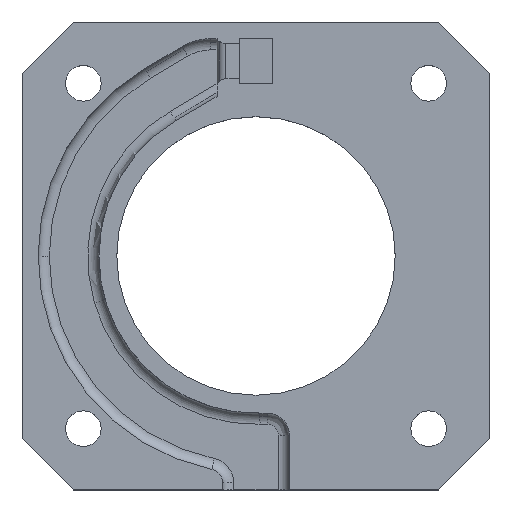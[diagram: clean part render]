
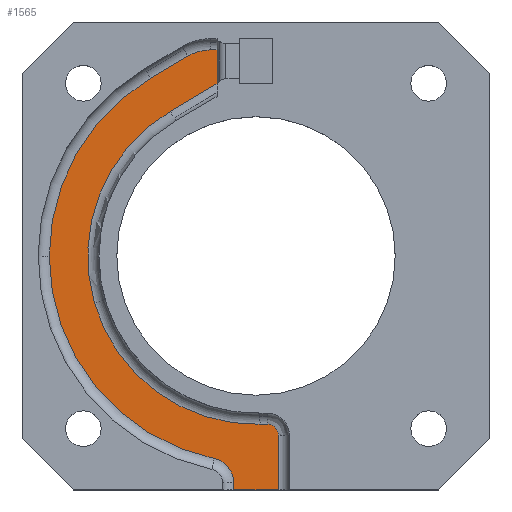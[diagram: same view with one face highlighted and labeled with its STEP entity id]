
A CAD part, top view. The second image highlights one B-rep face of the part: STEP entity #1565.
In plain terms, the highlighted planar face has unit normal (0, 0, 1).
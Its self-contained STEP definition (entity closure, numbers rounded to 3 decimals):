
#143 = CARTESIAN_POINT ( 'NONE',  ( 6.49, 16.821, 0.8 ) ) ;
#147 = CARTESIAN_POINT ( 'NONE',  ( 21.362, 5.9, 0.8 ) ) ;
#161 = CARTESIAN_POINT ( 'NONE',  ( 22., 4.9, 0.8 ) ) ;
#167 = LINE ( 'NONE', #1601, #1303 ) ;
#198 = CARTESIAN_POINT ( 'NONE',  ( 16.918, 35.5, 0.8 ) ) ;
#211 = VERTEX_POINT ( 'NONE', #706 ) ;
#241 = DIRECTION ( 'NONE',  ( -0.961, -0.276, 0. ) ) ;
#291 = LINE ( 'NONE', #2108, #1560 ) ;
#319 = LINE ( 'NONE', #1226, #1146 ) ;
#345 = CARTESIAN_POINT ( 'NONE',  ( 6.361, 0., 0.8 ) ) ;
#370 = CARTESIAN_POINT ( 'NONE',  ( 17.245, 2.822, 0.8 ) ) ;
#373 = LINE ( 'NONE', #1811, #929 ) ;
#392 = ORIENTED_EDGE ( 'NONE', *, *, #1237, .F. ) ;
#417 = CIRCLE ( 'NONE', #1958, 1. ) ;
#431 = DIRECTION ( 'NONE',  ( 0., 0., 1. ) ) ;
#438 = AXIS2_PLACEMENT_3D ( 'NONE', #1677, #1873, #1130 ) ;
#469 = ORIENTED_EDGE ( 'NONE', *, *, #2051, .F. ) ;
#487 = AXIS2_PLACEMENT_3D ( 'NONE', #621, #431, #1345 ) ;
#494 = EDGE_LOOP ( 'NONE', ( #2204, #469, #1265, #1007, #1433, #1619, #392, #551, #908, #1889, #2309, #960, #1585, #1234, #588 ) ) ;
#501 = CARTESIAN_POINT ( 'NONE',  ( 19., 0.668, 0.8 ) ) ;
#549 = EDGE_CURVE ( 'NONE', #1192, #741, #319, .T. ) ;
#551 = ORIENTED_EDGE ( 'NONE', *, *, #659, .F. ) ;
#556 = AXIS2_PLACEMENT_3D ( 'NONE', #1544, #815, #987 ) ;
#588 = ORIENTED_EDGE ( 'NONE', *, *, #1818, .F. ) ;
#620 = EDGE_CURVE ( 'NONE', #211, #670, #1760, .T. ) ;
#621 = CARTESIAN_POINT ( 'NONE',  ( 12.722, 20.25, 0.8 ) ) ;
#646 = CARTESIAN_POINT ( 'NONE',  ( 23., 4.9, 0.8 ) ) ;
#659 = EDGE_CURVE ( 'NONE', #1486, #1263, #373, .T. ) ;
#666 = DIRECTION ( 'NONE',  ( 0.707, 0.707, 0. ) ) ;
#670 = VERTEX_POINT ( 'NONE', #143 ) ;
#676 = VECTOR ( 'NONE', #874, 1000. ) ;
#706 = CARTESIAN_POINT ( 'NONE',  ( 13.296, 33.982, 0.8 ) ) ;
#712 = DIRECTION ( 'NONE',  ( -1., 0., 0. ) ) ;
#741 = VERTEX_POINT ( 'NONE', #1465 ) ;
#815 = DIRECTION ( 'NONE',  ( 0., 0., -1. ) ) ;
#828 = DIRECTION ( 'NONE',  ( 0., -1., 0. ) ) ;
#858 = EDGE_CURVE ( 'NONE', #1088, #1949, #1175, .T. ) ;
#864 = CARTESIAN_POINT ( 'NONE',  ( 8.306, 35.042, 0.8 ) ) ;
#874 = DIRECTION ( 'NONE',  ( 0.86, 0.51, 0. ) ) ;
#877 = DIRECTION ( 'NONE',  ( 0., 0., -1. ) ) ;
#896 = DIRECTION ( 'NONE',  ( 0., 0., 1. ) ) ;
#908 = ORIENTED_EDGE ( 'NONE', *, *, #1450, .F. ) ;
#909 = DIRECTION ( 'NONE',  ( 0., -1., 0. ) ) ;
#929 = VECTOR ( 'NONE', #1031, 1000. ) ;
#938 = DIRECTION ( 'NONE',  ( 0., 0., 1. ) ) ;
#960 = ORIENTED_EDGE ( 'NONE', *, *, #1255, .F. ) ;
#987 = DIRECTION ( 'NONE',  ( -0.986, -0.165, 0. ) ) ;
#1001 = VERTEX_POINT ( 'NONE', #1199 ) ;
#1007 = ORIENTED_EDGE ( 'NONE', *, *, #2273, .F. ) ;
#1011 = DIRECTION ( 'NONE',  ( -0.86, -0.51, 0. ) ) ;
#1031 = DIRECTION ( 'NONE',  ( 1., 0., 0. ) ) ;
#1088 = VERTEX_POINT ( 'NONE', #2023 ) ;
#1095 = DIRECTION ( 'NONE',  ( -0.265, 0.964, 0. ) ) ;
#1100 = EDGE_CURVE ( 'NONE', #1926, #1001, #2094, .T. ) ;
#1106 = VERTEX_POINT ( 'NONE', #1499 ) ;
#1109 = AXIS2_PLACEMENT_3D ( 'NONE', #198, #1471, #1095 ) ;
#1130 = DIRECTION ( 'NONE',  ( -0.986, -0.165, 0. ) ) ;
#1136 = CARTESIAN_POINT ( 'NONE',  ( 21.001, 20.996, 0.8 ) ) ;
#1146 = VECTOR ( 'NONE', #909, 1000. ) ;
#1175 = LINE ( 'NONE', #1328, #2180 ) ;
#1192 = VERTEX_POINT ( 'NONE', #646 ) ;
#1199 = CARTESIAN_POINT ( 'NONE',  ( 11.532, 36.956, 0.8 ) ) ;
#1226 = CARTESIAN_POINT ( 'NONE',  ( 23., 13.575, 0.8 ) ) ;
#1231 = DIRECTION ( 'NONE',  ( 0.775, 0.632, 0. ) ) ;
#1234 = ORIENTED_EDGE ( 'NONE', *, *, #858, .F. ) ;
#1237 = EDGE_CURVE ( 'NONE', #1263, #2111, #291, .T. ) ;
#1239 = LINE ( 'NONE', #864, #676 ) ;
#1246 = LINE ( 'NONE', #345, #1266 ) ;
#1249 = EDGE_CURVE ( 'NONE', #2111, #211, #1323, .T. ) ;
#1255 = EDGE_CURVE ( 'NONE', #1819, #1926, #1640, .T. ) ;
#1263 = VERTEX_POINT ( 'NONE', #2271 ) ;
#1265 = ORIENTED_EDGE ( 'NONE', *, *, #1828, .F. ) ;
#1266 = VECTOR ( 'NONE', #712, 1000. ) ;
#1303 = VECTOR ( 'NONE', #1979, 1000. ) ;
#1312 = PLANE ( 'NONE',  #487 ) ;
#1323 = LINE ( 'NONE', #1902, #1410 ) ;
#1328 = CARTESIAN_POINT ( 'NONE',  ( 19., 10.125, 0.8 ) ) ;
#1345 = DIRECTION ( 'NONE',  ( 1., 0., 0. ) ) ;
#1410 = VECTOR ( 'NONE', #1011, 1000. ) ;
#1433 = ORIENTED_EDGE ( 'NONE', *, *, #620, .F. ) ;
#1446 = CARTESIAN_POINT ( 'NONE',  ( 2.443, 20.996, 0.8 ) ) ;
#1450 = EDGE_CURVE ( 'NONE', #1106, #1486, #1758, .T. ) ;
#1465 = CARTESIAN_POINT ( 'NONE',  ( 23., 0., 0.8 ) ) ;
#1471 = DIRECTION ( 'NONE',  ( 0., 0., -1. ) ) ;
#1486 = VERTEX_POINT ( 'NONE', #1659 ) ;
#1499 = CARTESIAN_POINT ( 'NONE',  ( 14.877, 38.94, 0.8 ) ) ;
#1508 = AXIS2_PLACEMENT_3D ( 'NONE', #1136, #2030, #241 ) ;
#1544 = CARTESIAN_POINT ( 'NONE',  ( 21.001, 20.996, 0.8 ) ) ;
#1560 = VECTOR ( 'NONE', #828, 1000. ) ;
#1565 = ADVANCED_FACE ( 'NONE', ( #2242 ), #1312, .T. ) ;
#1585 = ORIENTED_EDGE ( 'NONE', *, *, #2201, .F. ) ;
#1601 = CARTESIAN_POINT ( 'NONE',  ( 17.036, 5.9, 0.8 ) ) ;
#1616 = DIRECTION ( 'NONE',  ( -0.961, -0.276, 0. ) ) ;
#1619 = ORIENTED_EDGE ( 'NONE', *, *, #1249, .F. ) ;
#1636 = VERTEX_POINT ( 'NONE', #1909 ) ;
#1640 = CIRCLE ( 'NONE', #556, 18.558 ) ;
#1659 = CARTESIAN_POINT ( 'NONE',  ( 16.918, 39.5, 0.8 ) ) ;
#1677 = CARTESIAN_POINT ( 'NONE',  ( 21.001, 20.996, 0.8 ) ) ;
#1679 = AXIS2_PLACEMENT_3D ( 'NONE', #1775, #896, #1616 ) ;
#1731 = EDGE_CURVE ( 'NONE', #1001, #1106, #1239, .T. ) ;
#1744 = CIRCLE ( 'NONE', #1508, 15.1 ) ;
#1758 = CIRCLE ( 'NONE', #1109, 4. ) ;
#1760 = CIRCLE ( 'NONE', #1679, 15.1 ) ;
#1775 = CARTESIAN_POINT ( 'NONE',  ( 21.001, 20.996, 0.8 ) ) ;
#1811 = CARTESIAN_POINT ( 'NONE',  ( 14.134, 39.5, 0.8 ) ) ;
#1818 = EDGE_CURVE ( 'NONE', #741, #1088, #1246, .T. ) ;
#1819 = VERTEX_POINT ( 'NONE', #370 ) ;
#1828 = EDGE_CURVE ( 'NONE', #2006, #1636, #167, .T. ) ;
#1834 = CARTESIAN_POINT ( 'NONE',  ( 16.8, 0.668, 0.8 ) ) ;
#1859 = AXIS2_PLACEMENT_3D ( 'NONE', #1834, #938, #1231 ) ;
#1873 = DIRECTION ( 'NONE',  ( 0., 0., -1. ) ) ;
#1889 = ORIENTED_EDGE ( 'NONE', *, *, #1731, .F. ) ;
#1902 = CARTESIAN_POINT ( 'NONE',  ( 11.918, 33.164, 0.8 ) ) ;
#1909 = CARTESIAN_POINT ( 'NONE',  ( 22., 5.9, 0.8 ) ) ;
#1926 = VERTEX_POINT ( 'NONE', #1446 ) ;
#1949 = VERTEX_POINT ( 'NONE', #501 ) ;
#1958 = AXIS2_PLACEMENT_3D ( 'NONE', #161, #877, #666 ) ;
#1979 = DIRECTION ( 'NONE',  ( 1., 0., 0. ) ) ;
#2006 = VERTEX_POINT ( 'NONE', #147 ) ;
#2023 = CARTESIAN_POINT ( 'NONE',  ( 19., 0., 0.8 ) ) ;
#2030 = DIRECTION ( 'NONE',  ( 0., 0., 1. ) ) ;
#2040 = CIRCLE ( 'NONE', #1859, 2.2 ) ;
#2051 = EDGE_CURVE ( 'NONE', #1636, #1192, #417, .T. ) ;
#2094 = CIRCLE ( 'NONE', #438, 18.558 ) ;
#2108 = CARTESIAN_POINT ( 'NONE',  ( 17.5, 34.654, 0.8 ) ) ;
#2111 = VERTEX_POINT ( 'NONE', #2184 ) ;
#2180 = VECTOR ( 'NONE', #2228, 1000. ) ;
#2184 = CARTESIAN_POINT ( 'NONE',  ( 17.5, 36.476, 0.8 ) ) ;
#2201 = EDGE_CURVE ( 'NONE', #1949, #1819, #2040, .T. ) ;
#2204 = ORIENTED_EDGE ( 'NONE', *, *, #549, .F. ) ;
#2228 = DIRECTION ( 'NONE',  ( 0., 1., 0. ) ) ;
#2242 = FACE_OUTER_BOUND ( 'NONE', #494, .T. ) ;
#2271 = CARTESIAN_POINT ( 'NONE',  ( 17.5, 39.5, 0.8 ) ) ;
#2273 = EDGE_CURVE ( 'NONE', #670, #2006, #1744, .T. ) ;
#2309 = ORIENTED_EDGE ( 'NONE', *, *, #1100, .F. ) ;
